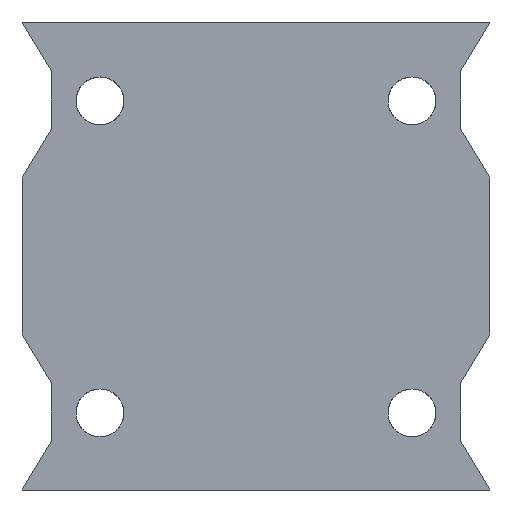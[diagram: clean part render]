
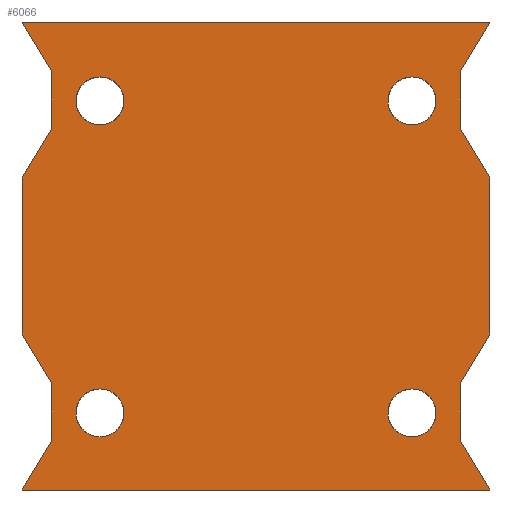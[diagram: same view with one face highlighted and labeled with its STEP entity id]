
A CAD part, front view. The second image highlights one B-rep face of the part: STEP entity #6066.
In plain terms, the highlighted planar face has unit normal (0, -1, 0).
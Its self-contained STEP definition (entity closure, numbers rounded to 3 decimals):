
#6066=ADVANCED_FACE('',(#11906,#11908,#11910,#11912,#11914),#11916,.F.);
#11906=FACE_BOUND('',#11907,.T.);
#11907=EDGE_LOOP('',(#15237,#15238,#15239,#15240,#15241,#15242,#15243,#15244,#15245,
#15246,#15247,#15248,#15249,#15250,#15251,#15252));
#11908=FACE_BOUND('',#11909,.T.);
#11909=EDGE_LOOP('',(#15253));
#11910=FACE_BOUND('',#11911,.T.);
#11911=EDGE_LOOP('',(#15254));
#11912=FACE_BOUND('',#11913,.T.);
#11913=EDGE_LOOP('',(#15255));
#11914=FACE_BOUND('',#11915,.T.);
#11915=EDGE_LOOP('',(#15256));
#11916=PLANE('',#11917);
#11917=AXIS2_PLACEMENT_3D('',#11918,#11919,#11920);
#11918=CARTESIAN_POINT('',(30.33,-299.987,-50.));
#11919=DIRECTION('',(0.,1.,0.));
#11920=DIRECTION('',(-1.,0.,0.));
#15237=ORIENTED_EDGE('',*,*,#16937,.F.);
#15238=ORIENTED_EDGE('',*,*,#16923,.F.);
#15239=ORIENTED_EDGE('',*,*,#16898,.F.);
#15240=ORIENTED_EDGE('',*,*,#16895,.F.);
#15241=ORIENTED_EDGE('',*,*,#16892,.F.);
#15242=ORIENTED_EDGE('',*,*,#16889,.F.);
#15243=ORIENTED_EDGE('',*,*,#16885,.F.);
#15244=ORIENTED_EDGE('',*,*,#16920,.F.);
#15245=ORIENTED_EDGE('',*,*,#16933,.F.);
#15246=ORIENTED_EDGE('',*,*,#16917,.F.);
#15247=ORIENTED_EDGE('',*,*,#16914,.F.);
#15248=ORIENTED_EDGE('',*,*,#16911,.F.);
#15249=ORIENTED_EDGE('',*,*,#16908,.F.);
#15250=ORIENTED_EDGE('',*,*,#16905,.F.);
#15251=ORIENTED_EDGE('',*,*,#16901,.F.);
#15252=ORIENTED_EDGE('',*,*,#16926,.F.);
#15253=ORIENTED_EDGE('',*,*,#16932,.F.);
#15254=ORIENTED_EDGE('',*,*,#16930,.F.);
#15255=ORIENTED_EDGE('',*,*,#16884,.F.);
#15256=ORIENTED_EDGE('',*,*,#16882,.F.);
#16882=EDGE_CURVE('',#19701,#19701,#19702,.T.);
#16884=EDGE_CURVE('',#19705,#19705,#19706,.T.);
#16885=EDGE_CURVE('',#19707,#19708,#19709,.F.);
#16889=EDGE_CURVE('',#19708,#19715,#19716,.F.);
#16892=EDGE_CURVE('',#19715,#19720,#19721,.F.);
#16895=EDGE_CURVE('',#19720,#19725,#19726,.F.);
#16898=EDGE_CURVE('',#19725,#19730,#19731,.F.);
#16901=EDGE_CURVE('',#19735,#19736,#19737,.F.);
#16905=EDGE_CURVE('',#19736,#19743,#19744,.F.);
#16908=EDGE_CURVE('',#19743,#19748,#19749,.T.);
#16911=EDGE_CURVE('',#19748,#19753,#19754,.F.);
#16914=EDGE_CURVE('',#19753,#19758,#19759,.F.);
#16917=EDGE_CURVE('',#19758,#19763,#19764,.F.);
#16920=EDGE_CURVE('',#19768,#19707,#19769,.F.);
#16923=EDGE_CURVE('',#19730,#19773,#19774,.F.);
#16926=EDGE_CURVE('',#19778,#19735,#19779,.F.);
#16930=EDGE_CURVE('',#19785,#19785,#19786,.T.);
#16932=EDGE_CURVE('',#19789,#19789,#19790,.T.);
#16933=EDGE_CURVE('',#19763,#19768,#19791,.F.);
#16937=EDGE_CURVE('',#19773,#19778,#19797,.F.);
#19701=VERTEX_POINT('',#36358);
#19702=CIRCLE('',#36359,1.229);
#19705=VERTEX_POINT('',#36424);
#19706=CIRCLE('',#36425,1.229);
#19707=VERTEX_POINT('',#36429);
#19708=VERTEX_POINT('',#36430);
#19709=LINE('',#36431,#36432);
#19715=VERTEX_POINT('',#36445);
#19716=LINE('',#36446,#36447);
#19720=VERTEX_POINT('',#36456);
#19721=LINE('',#36457,#36458);
#19725=VERTEX_POINT('',#36467);
#19726=LINE('',#36468,#36469);
#19730=VERTEX_POINT('',#36478);
#19731=LINE('',#36479,#36480);
#19735=VERTEX_POINT('',#36489);
#19736=VERTEX_POINT('',#36490);
#19737=LINE('',#36491,#36492);
#19743=VERTEX_POINT('',#36505);
#19744=LINE('',#36506,#36507);
#19748=VERTEX_POINT('',#36516);
#19749=LINE('',#36517,#36518);
#19753=VERTEX_POINT('',#36527);
#19754=LINE('',#36528,#36529);
#19758=VERTEX_POINT('',#36538);
#19759=LINE('',#36539,#36540);
#19763=VERTEX_POINT('',#36549);
#19764=LINE('',#36550,#36551);
#19768=VERTEX_POINT('',#36560);
#19769=LINE('',#36561,#36562);
#19773=VERTEX_POINT('',#36571);
#19774=LINE('',#36572,#36573);
#19778=VERTEX_POINT('',#36582);
#19779=LINE('',#36583,#36584);
#19785=VERTEX_POINT('',#36654);
#19786=CIRCLE('',#36655,1.229);
#19789=VERTEX_POINT('',#36727);
#19790=CIRCLE('',#36728,1.229);
#19791=LINE('',#36732,#36733);
#19797=LINE('',#36748,#36749);
#36358=CARTESIAN_POINT('',(5.229,-299.987,3.954));
#36359=AXIS2_PLACEMENT_3D('',#36360,#36361,#36362);
#36360=CARTESIAN_POINT('',(4.,-299.987,3.954));
#36361=DIRECTION('',(0.,-1.,0.));
#36362=DIRECTION('',(1.,0.,0.));
#36424=CARTESIAN_POINT('',(5.229,-299.987,-12.046));
#36425=AXIS2_PLACEMENT_3D('',#36426,#36427,#36428);
#36426=CARTESIAN_POINT('',(4.,-299.987,-12.046));
#36427=DIRECTION('',(0.,-1.,0.));
#36428=DIRECTION('',(1.,0.,0.));
#36429=CARTESIAN_POINT('',(1.5,-299.987,-13.5));
#36430=CARTESIAN_POINT('',(1.5,-299.987,-10.5));
#36431=CARTESIAN_POINT('',(1.5,-299.987,-10.5));
#36432=VECTOR('',#36433,1.);
#36433=DIRECTION('',(0.,0.,-1.));
#36445=CARTESIAN_POINT('',(0.,-299.987,-8.));
#36446=CARTESIAN_POINT('',(0.,-299.987,-8.));
#36447=VECTOR('',#36448,1.);
#36448=DIRECTION('',(0.514,0.,-0.857));
#36456=CARTESIAN_POINT('',(0.,-299.987,0.));
#36457=CARTESIAN_POINT('',(0.,-299.987,0.));
#36458=VECTOR('',#36459,1.);
#36459=DIRECTION('',(0.,0.,-1.));
#36467=CARTESIAN_POINT('',(1.5,-299.987,2.5));
#36468=CARTESIAN_POINT('',(1.5,-299.987,2.5));
#36469=VECTOR('',#36470,1.);
#36470=DIRECTION('',(-0.514,0.,-0.857));
#36478=CARTESIAN_POINT('',(1.5,-299.987,5.5));
#36479=CARTESIAN_POINT('',(1.5,-299.987,5.5));
#36480=VECTOR('',#36481,1.);
#36481=DIRECTION('',(0.,0.,-1.));
#36489=CARTESIAN_POINT('',(22.5,-299.987,5.5));
#36490=CARTESIAN_POINT('',(22.5,-299.987,2.5));
#36491=CARTESIAN_POINT('',(22.5,-299.987,2.5));
#36492=VECTOR('',#36493,1.);
#36493=DIRECTION('',(0.,0.,1.));
#36505=CARTESIAN_POINT('',(24.,-299.987,0.));
#36506=CARTESIAN_POINT('',(24.,-299.987,0.));
#36507=VECTOR('',#36508,1.);
#36508=DIRECTION('',(-0.514,0.,0.857));
#36516=CARTESIAN_POINT('',(24.,-299.987,-8.));
#36517=CARTESIAN_POINT('',(24.,-299.987,0.));
#36518=VECTOR('',#36519,1.);
#36519=DIRECTION('',(0.,0.,-1.));
#36527=CARTESIAN_POINT('',(22.5,-299.987,-10.5));
#36528=CARTESIAN_POINT('',(22.5,-299.987,-10.5));
#36529=VECTOR('',#36530,1.);
#36530=DIRECTION('',(0.514,0.,0.857));
#36538=CARTESIAN_POINT('',(22.5,-299.987,-13.5));
#36539=CARTESIAN_POINT('',(22.5,-299.987,-13.5));
#36540=VECTOR('',#36541,1.);
#36541=DIRECTION('',(0.,0.,1.));
#36549=CARTESIAN_POINT('',(24.,-299.987,-16.));
#36550=CARTESIAN_POINT('',(24.,-299.987,-16.));
#36551=VECTOR('',#36552,1.);
#36552=DIRECTION('',(-0.514,0.,0.857));
#36560=CARTESIAN_POINT('',(0.,-299.987,-16.));
#36561=CARTESIAN_POINT('',(1.5,-299.987,-13.5));
#36562=VECTOR('',#36563,1.);
#36563=DIRECTION('',(-0.514,0.,-0.857));
#36571=CARTESIAN_POINT('',(0.,-299.987,8.));
#36572=CARTESIAN_POINT('',(0.,-299.987,8.));
#36573=VECTOR('',#36574,1.);
#36574=DIRECTION('',(0.514,0.,-0.857));
#36582=CARTESIAN_POINT('',(24.,-299.987,8.));
#36583=CARTESIAN_POINT('',(22.5,-299.987,5.5));
#36584=VECTOR('',#36585,1.);
#36585=DIRECTION('',(0.514,0.,0.857));
#36654=CARTESIAN_POINT('',(21.229,-299.987,-12.046));
#36655=AXIS2_PLACEMENT_3D('',#36656,#36657,#36658);
#36656=CARTESIAN_POINT('',(20.,-299.987,-12.046));
#36657=DIRECTION('',(0.,-1.,0.));
#36658=DIRECTION('',(1.,0.,0.));
#36727=CARTESIAN_POINT('',(21.229,-299.987,3.954));
#36728=AXIS2_PLACEMENT_3D('',#36729,#36730,#36731);
#36729=CARTESIAN_POINT('',(20.,-299.987,3.954));
#36730=DIRECTION('',(0.,-1.,0.));
#36731=DIRECTION('',(1.,0.,0.));
#36732=CARTESIAN_POINT('',(0.,-299.987,-16.));
#36733=VECTOR('',#36734,1.);
#36734=DIRECTION('',(1.,0.,0.));
#36748=CARTESIAN_POINT('',(24.,-299.987,8.));
#36749=VECTOR('',#36750,1.);
#36750=DIRECTION('',(-1.,0.,0.));
